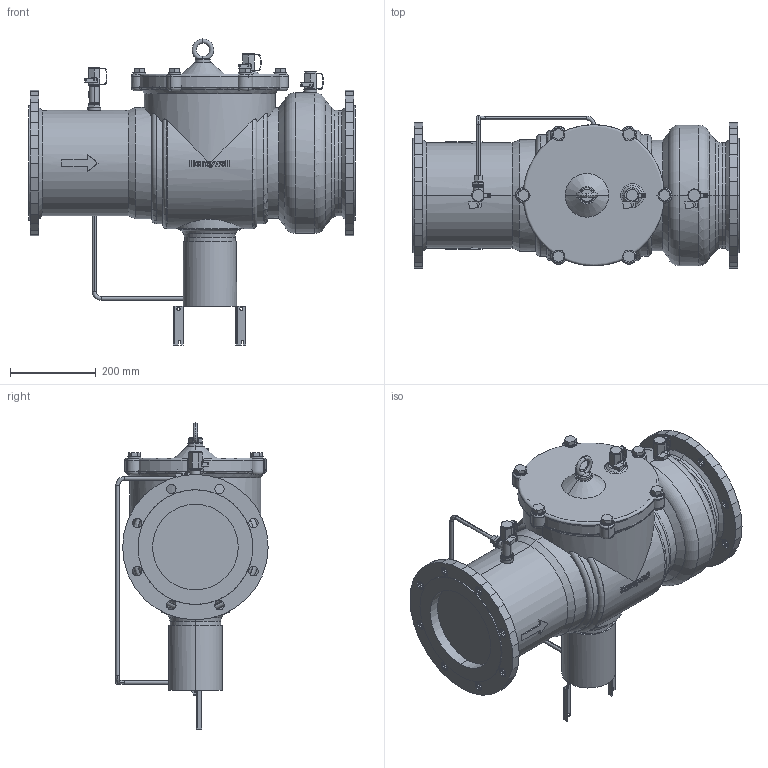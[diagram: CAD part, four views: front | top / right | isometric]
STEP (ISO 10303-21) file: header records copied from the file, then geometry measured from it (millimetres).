
FILE_DESCRIPTION(('no description'),'unknown implementation level');
FILE_NAME('Honeywell_BA300-200A_3D.stp',' ',('pit-cup GmbH'),('ccLab - KiM Gmbh - www.kimweb.de'),'unknown preprocess','ACIS','unknown authorization');
FILE_SCHEMA(('automotive_design'));
Length unit declared in the file: millimetre
Products named in the file (15): 1; 2; 3; 4; 5; 6; 7; 8; 9; 10; 11; 12; 13; 14; 15
Bounding box: 763 x 356 x 715 mm (x, y, z)
Volume: 55749721.3 mm3; surface area: 1782969 mm2
Topology: 15 solids, 15 shells, 2516 faces, 7342 edges, 4824 vertices
Faces by surface type: plane 2247, cylinder 108, torus 101, cone 54, bspline 6
Entity records: 169840 total; most frequent: CARTESIAN_POINT 20790, STYLED_ITEM 14697, PRESENTATION_STYLE_ASSIGNMENT 14697, COLOUR_RGB 14697, ORIENTED_EDGE 14684, DIRECTION 13511, EDGE_CURVE 7342, CURVE_STYLE 7342
